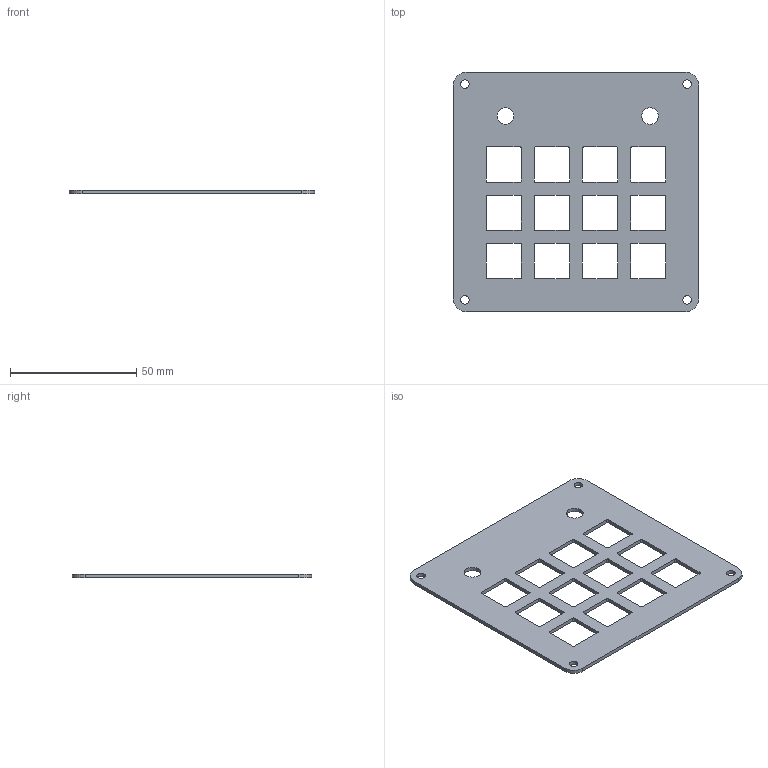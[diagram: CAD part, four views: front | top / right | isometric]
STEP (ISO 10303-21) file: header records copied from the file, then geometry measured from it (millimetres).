
FILE_DESCRIPTION(/* description */ ('','CAx-IF Rec.Pracs.---Representation and Presentation of Product Manufacturing Information (PMI)---4.0---2014-10-13'),/* implementation_level */ '2;1');
FILE_NAME(/* name */ 'middle.step',/* time_stamp */ '2025-02-19T20:32:28-08:00',/* author */ (''),/* organization */ (''),/* preprocessor_version */ 'ST-DEVELOPER v20',/* originating_system */ 'Autodesk Translation Framework v13.20.0.188',/* authorisation */ '');
FILE_SCHEMA (('AP242_MANAGED_MODEL_BASED_3D_ENGINEERING_MIM_LF { 1 0 10303 442 1 1 4 }'));
Length unit declared in the file: millimetre
Products named in the file (3): kalpad case; Kalpad; kalpad case top
Assembly tree (2 placements, depth 3):
  kalpad case
    Kalpad
      kalpad case top
Bounding box: 96.96 x 94.58 x 1.5 mm (x, y, z)
Volume: 10042.8 mm3; surface area: 15071.1 mm2
Topology: 1 solids, 1 shells, 112 faces, 330 edges, 220 vertices
Faces by surface type: cylinder 58, plane 54
Full cylindrical faces by diameter (mm): 3.4 x4, 6.6 x2
Entity records: 3922 total; most frequent: DIRECTION 680, CARTESIAN_POINT 667, ORIENTED_EDGE 660, EDGE_CURVE 330, AXIS2_PLACEMENT_3D 233, VERTEX_POINT 220, LINE 214, VECTOR 214
